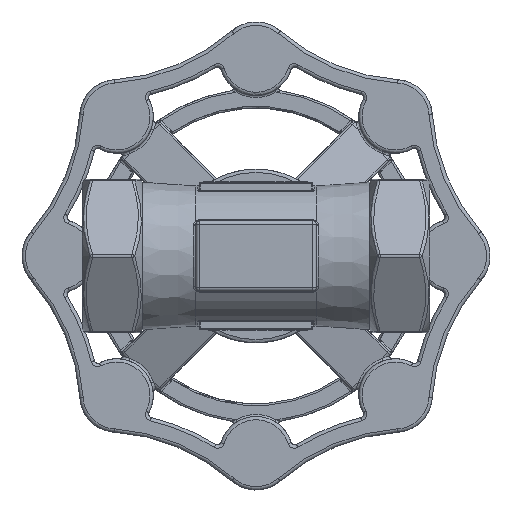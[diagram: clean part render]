
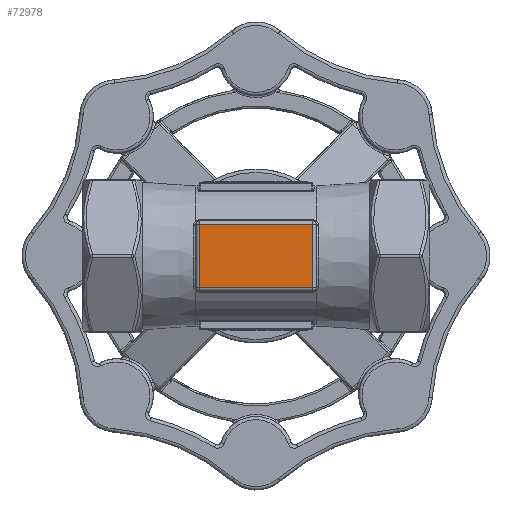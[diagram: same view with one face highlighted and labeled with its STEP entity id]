
A CAD part, front view. The second image highlights one B-rep face of the part: STEP entity #72978.
In plain terms, the highlighted planar face has unit normal (0, -1, 0).
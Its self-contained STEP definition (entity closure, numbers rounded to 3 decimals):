
#2035 = PLANE ( 'NONE',  #69315 ) ;
#2050 = FACE_OUTER_BOUND ( 'NONE', #59794, .T. ) ;
#2060 = CARTESIAN_POINT ( 'NONE',  ( -9., -13.001, -5.25 ) ) ;
#2061 = DIRECTION ( 'NONE',  ( 0., -1., 0. ) ) ;
#2062 = DIRECTION ( 'NONE',  ( 0., 0., -1. ) ) ;
#30332 = ORIENTED_EDGE ( 'NONE', *, *, #55728, .T. ) ;
#30334 = ORIENTED_EDGE ( 'NONE', *, *, #55723, .T. ) ;
#30335 = ORIENTED_EDGE ( 'NONE', *, *, #55721, .T. ) ;
#30336 = ORIENTED_EDGE ( 'NONE', *, *, #55720, .T. ) ;
#47391 = LINE ( 'NONE', #47409, #48562 ) ;
#47398 = CARTESIAN_POINT ( 'NONE',  ( -9., -13.001, 4.75 ) ) ;
#47404 = LINE ( 'NONE', #47406, #48563 ) ;
#47405 = LINE ( 'NONE', #47398, #48566 ) ;
#47406 = CARTESIAN_POINT ( 'NONE',  ( 9., -13.001, -4.75 ) ) ;
#47407 = DIRECTION ( 'NONE',  ( 1., 0., 0. ) ) ;
#47409 = CARTESIAN_POINT ( 'NONE',  ( -8.5, -13.001, -5.25 ) ) ;
#47412 = DIRECTION ( 'NONE',  ( 0., 0., -1. ) ) ;
#47418 = LINE ( 'NONE', #47447, #48564 ) ;
#47425 = DIRECTION ( 'NONE',  ( -1., 0., 0. ) ) ;
#47447 = CARTESIAN_POINT ( 'NONE',  ( 8.5, -13.001, 5.25 ) ) ;
#47451 = DIRECTION ( 'NONE',  ( 0., 0., 1. ) ) ;
#48131 = CARTESIAN_POINT ( 'NONE',  ( 8.5, -13.001, -4.75 ) ) ;
#48132 = CARTESIAN_POINT ( 'NONE',  ( 8.5, -13.001, 4.75 ) ) ;
#48137 = CARTESIAN_POINT ( 'NONE',  ( -8.5, -13.001, 4.75 ) ) ;
#48138 = CARTESIAN_POINT ( 'NONE',  ( -8.5, -13.001, -4.75 ) ) ;
#48562 = VECTOR ( 'NONE', #47412, 1000. ) ;
#48563 = VECTOR ( 'NONE', #47407, 1000. ) ;
#48564 = VECTOR ( 'NONE', #47451, 1000. ) ;
#48566 = VECTOR ( 'NONE', #47425, 1000. ) ;
#55720 = EDGE_CURVE ( 'NONE', #66410, #66403, #47404, .T. ) ;
#55721 = EDGE_CURVE ( 'NONE', #66409, #66410, #47391, .T. ) ;
#55723 = EDGE_CURVE ( 'NONE', #66404, #66409, #47405, .T. ) ;
#55728 = EDGE_CURVE ( 'NONE', #66403, #66404, #47418, .T. ) ;
#59794 = EDGE_LOOP ( 'NONE', ( #30332, #30334, #30335, #30336 ) ) ;
#66403 = VERTEX_POINT ( 'NONE', #48131 ) ;
#66404 = VERTEX_POINT ( 'NONE', #48132 ) ;
#66409 = VERTEX_POINT ( 'NONE', #48137 ) ;
#66410 = VERTEX_POINT ( 'NONE', #48138 ) ;
#69315 = AXIS2_PLACEMENT_3D ( 'NONE', #2060, #2061, #2062 ) ;
#72978 = ADVANCED_FACE ( 'NONE', ( #2050 ), #2035, .T. ) ;
